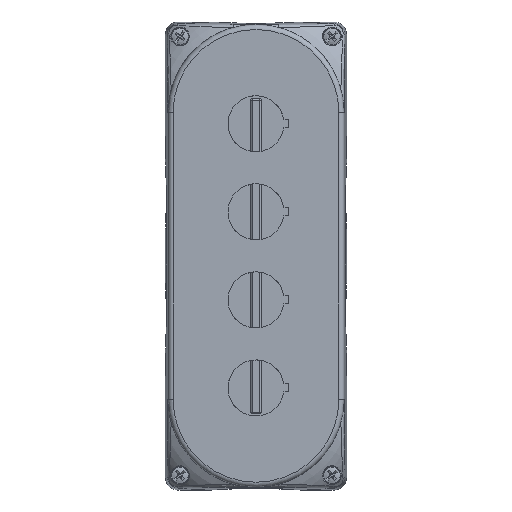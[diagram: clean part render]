
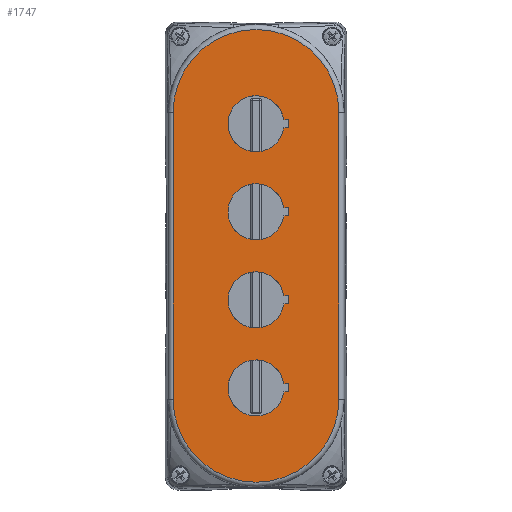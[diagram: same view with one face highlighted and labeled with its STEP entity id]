
A CAD part, top view. The second image highlights one B-rep face of the part: STEP entity #1747.
In plain terms, the highlighted planar face has unit normal (0, 0, 1).
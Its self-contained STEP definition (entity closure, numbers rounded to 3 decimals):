
#151=FACE_BOUND('',#3317,.T.);
#152=FACE_BOUND('',#3318,.T.);
#153=FACE_BOUND('',#3319,.T.);
#154=FACE_BOUND('',#3320,.T.);
#155=FACE_BOUND('',#3321,.T.);
#1228=PLANE('',#21446);
#1747=ADVANCED_FACE('',(#151,#152,#153,#154,#155),#1228,.T.);
#3317=EDGE_LOOP('',(#9757,#9758,#9759,#9760));
#3318=EDGE_LOOP('',(#9761,#9762,#9763,#9764));
#3319=EDGE_LOOP('',(#9765,#9766,#9767,#9768));
#3320=EDGE_LOOP('',(#9769,#9770,#9771,#9772));
#3321=EDGE_LOOP('',(#9773,#9774,#9775,#9776));
#4145=CIRCLE('',#21344,11.15);
#4155=CIRCLE('',#21355,11.15);
#4157=CIRCLE('',#21358,11.15);
#4163=CIRCLE('',#21365,11.15);
#4186=CIRCLE('',#21430,32.951);
#4188=CIRCLE('',#21434,32.951);
#5038=LINE('',#30301,#7229);
#5039=LINE('',#30310,#7230);
#5040=LINE('',#30314,#7231);
#5044=LINE('',#30323,#7235);
#5048=LINE('',#30332,#7239);
#5052=LINE('',#30341,#7243);
#5056=LINE('',#30350,#7247);
#5058=LINE('',#30353,#7249);
#5060=LINE('',#30356,#7251);
#5062=LINE('',#30359,#7253);
#5064=LINE('',#30362,#7255);
#5066=LINE('',#30365,#7257);
#5068=LINE('',#30368,#7259);
#5069=LINE('',#30369,#7260);
#7229=VECTOR('',#23373,1.);
#7230=VECTOR('',#23386,1.);
#7231=VECTOR('',#23393,1.);
#7235=VECTOR('',#23399,1.);
#7239=VECTOR('',#23405,1.);
#7243=VECTOR('',#23411,1.);
#7247=VECTOR('',#23417,1.);
#7249=VECTOR('',#23421,1.);
#7251=VECTOR('',#23425,1.);
#7253=VECTOR('',#23429,1.);
#7255=VECTOR('',#23433,1.);
#7257=VECTOR('',#23437,1.);
#7259=VECTOR('',#23441,1.);
#7260=VECTOR('',#23442,1.);
#9757=ORIENTED_EDGE('',*,*,#17608,.F.);
#9758=ORIENTED_EDGE('',*,*,#17607,.F.);
#9759=ORIENTED_EDGE('',*,*,#17605,.F.);
#9760=ORIENTED_EDGE('',*,*,#17602,.F.);
#9761=ORIENTED_EDGE('',*,*,#17617,.T.);
#9762=ORIENTED_EDGE('',*,*,#17625,.T.);
#9763=ORIENTED_EDGE('',*,*,#17481,.T.);
#9764=ORIENTED_EDGE('',*,*,#17627,.T.);
#9765=ORIENTED_EDGE('',*,*,#17613,.T.);
#9766=ORIENTED_EDGE('',*,*,#17633,.T.);
#9767=ORIENTED_EDGE('',*,*,#17445,.T.);
#9768=ORIENTED_EDGE('',*,*,#17635,.T.);
#9769=ORIENTED_EDGE('',*,*,#17609,.T.);
#9770=ORIENTED_EDGE('',*,*,#17629,.T.);
#9771=ORIENTED_EDGE('',*,*,#17469,.T.);
#9772=ORIENTED_EDGE('',*,*,#17631,.T.);
#9773=ORIENTED_EDGE('',*,*,#17637,.T.);
#9774=ORIENTED_EDGE('',*,*,#17466,.T.);
#9775=ORIENTED_EDGE('',*,*,#17638,.T.);
#9776=ORIENTED_EDGE('',*,*,#17621,.T.);
#14482=VERTEX_POINT('',#29110);
#14483=VERTEX_POINT('',#29112);
#14492=VERTEX_POINT('',#29132);
#14503=VERTEX_POINT('',#29153);
#14506=VERTEX_POINT('',#29160);
#14507=VERTEX_POINT('',#29162);
#14518=VERTEX_POINT('',#29185);
#14519=VERTEX_POINT('',#29187);
#14611=VERTEX_POINT('',#30298);
#14612=VERTEX_POINT('',#30300);
#14613=VERTEX_POINT('',#30304);
#14614=VERTEX_POINT('',#30309);
#14615=VERTEX_POINT('',#30315);
#14616=VERTEX_POINT('',#30316);
#14619=VERTEX_POINT('',#30324);
#14620=VERTEX_POINT('',#30325);
#14623=VERTEX_POINT('',#30333);
#14624=VERTEX_POINT('',#30334);
#14627=VERTEX_POINT('',#30342);
#14628=VERTEX_POINT('',#30343);
#17445=EDGE_CURVE('',#14483,#14482,#4145,.T.);
#17466=EDGE_CURVE('',#14492,#14503,#4155,.T.);
#17469=EDGE_CURVE('',#14507,#14506,#4157,.T.);
#17481=EDGE_CURVE('',#14519,#14518,#4163,.T.);
#17602=EDGE_CURVE('',#14612,#14611,#5038,.T.);
#17605=EDGE_CURVE('',#14611,#14613,#4186,.T.);
#17607=EDGE_CURVE('',#14613,#14614,#5039,.T.);
#17608=EDGE_CURVE('',#14614,#14612,#4188,.T.);
#17609=EDGE_CURVE('',#14615,#14616,#5040,.T.);
#17613=EDGE_CURVE('',#14619,#14620,#5044,.T.);
#17617=EDGE_CURVE('',#14623,#14624,#5048,.T.);
#17621=EDGE_CURVE('',#14627,#14628,#5052,.T.);
#17625=EDGE_CURVE('',#14624,#14519,#5056,.T.);
#17627=EDGE_CURVE('',#14518,#14623,#5058,.T.);
#17629=EDGE_CURVE('',#14616,#14507,#5060,.T.);
#17631=EDGE_CURVE('',#14506,#14615,#5062,.T.);
#17633=EDGE_CURVE('',#14620,#14483,#5064,.T.);
#17635=EDGE_CURVE('',#14482,#14619,#5066,.T.);
#17637=EDGE_CURVE('',#14628,#14492,#5068,.T.);
#17638=EDGE_CURVE('',#14503,#14627,#5069,.T.);
#21344=AXIS2_PLACEMENT_3D('',#29111,#23160,#23161);
#21355=AXIS2_PLACEMENT_3D('',#29154,#23193,#23194);
#21358=AXIS2_PLACEMENT_3D('',#29161,#23200,#23201);
#21365=AXIS2_PLACEMENT_3D('',#29186,#23220,#23221);
#21430=AXIS2_PLACEMENT_3D('',#30306,#23380,#23381);
#21434=AXIS2_PLACEMENT_3D('',#30312,#23389,#23390);
#21446=AXIS2_PLACEMENT_3D('',#30370,#23443,#23444);
#23160=DIRECTION('',(0.,0.,-1.));
#23161=DIRECTION('',(1.,0.,0.));
#23193=DIRECTION('',(0.,0.,-1.));
#23194=DIRECTION('',(1.,0.,0.));
#23200=DIRECTION('',(0.,0.,-1.));
#23201=DIRECTION('',(1.,0.,0.));
#23220=DIRECTION('',(0.,0.,-1.));
#23221=DIRECTION('',(1.,0.,0.));
#23373=DIRECTION('',(0.,1.,0.));
#23380=DIRECTION('',(0.,0.,-1.));
#23381=DIRECTION('',(0.,1.,0.));
#23386=DIRECTION('',(0.,-1.,0.));
#23389=DIRECTION('',(0.,0.,-1.));
#23390=DIRECTION('',(0.,-1.,0.));
#23393=DIRECTION('',(0.,-1.,0.));
#23399=DIRECTION('',(0.,-1.,0.));
#23405=DIRECTION('',(0.,-1.,0.));
#23411=DIRECTION('',(0.,-1.,0.));
#23417=DIRECTION('',(-1.,0.,0.));
#23421=DIRECTION('',(1.,0.,0.));
#23425=DIRECTION('',(-1.,0.,0.));
#23429=DIRECTION('',(1.,0.,0.));
#23433=DIRECTION('',(-1.,0.,0.));
#23437=DIRECTION('',(1.,0.,0.));
#23441=DIRECTION('',(-1.,0.,0.));
#23442=DIRECTION('',(1.,0.,0.));
#23443=DIRECTION('',(0.,0.,1.));
#23444=DIRECTION('',(-1.,0.,0.));
#29110=CARTESIAN_POINT('',(-61.439,26.425,70.232));
#29111=CARTESIAN_POINT('',(-72.473,24.825,70.232));
#29112=CARTESIAN_POINT('',(-61.439,23.225,70.232));
#29132=CARTESIAN_POINT('',(-61.439,-46.775,70.232));
#29153=CARTESIAN_POINT('',(-61.439,-43.575,70.232));
#29154=CARTESIAN_POINT('',(-72.473,-45.175,70.232));
#29160=CARTESIAN_POINT('',(-61.439,-8.575,70.232));
#29161=CARTESIAN_POINT('',(-72.473,-10.175,70.232));
#29162=CARTESIAN_POINT('',(-61.439,-11.775,70.232));
#29185=CARTESIAN_POINT('',(-61.439,61.425,70.232));
#29186=CARTESIAN_POINT('',(-72.473,59.825,70.232));
#29187=CARTESIAN_POINT('',(-61.439,58.225,70.232));
#30298=CARTESIAN_POINT('',(-105.424,64.325,70.232));
#30300=CARTESIAN_POINT('',(-105.424,-49.675,70.232));
#30301=CARTESIAN_POINT('',(-105.424,-39.175,70.232));
#30304=CARTESIAN_POINT('',(-39.522,64.325,70.232));
#30306=CARTESIAN_POINT('',(-72.473,64.325,70.232));
#30309=CARTESIAN_POINT('',(-39.522,-49.675,70.232));
#30310=CARTESIAN_POINT('',(-39.522,53.825,70.232));
#30312=CARTESIAN_POINT('',(-72.473,-49.675,70.232));
#30314=CARTESIAN_POINT('',(-59.473,-0.625,70.232));
#30315=CARTESIAN_POINT('',(-59.473,-8.575,70.232));
#30316=CARTESIAN_POINT('',(-59.473,-11.775,70.232));
#30323=CARTESIAN_POINT('',(-59.473,16.875,70.232));
#30324=CARTESIAN_POINT('',(-59.473,26.425,70.232));
#30325=CARTESIAN_POINT('',(-59.473,23.225,70.232));
#30332=CARTESIAN_POINT('',(-59.473,34.375,70.232));
#30333=CARTESIAN_POINT('',(-59.473,61.425,70.232));
#30334=CARTESIAN_POINT('',(-59.473,58.225,70.232));
#30341=CARTESIAN_POINT('',(-59.473,-18.125,70.232));
#30342=CARTESIAN_POINT('',(-59.473,-43.575,70.232));
#30343=CARTESIAN_POINT('',(-59.473,-46.775,70.232));
#30350=CARTESIAN_POINT('',(-65.973,58.225,70.232));
#30353=CARTESIAN_POINT('',(-66.956,61.425,70.232));
#30356=CARTESIAN_POINT('',(-65.973,-11.775,70.232));
#30359=CARTESIAN_POINT('',(-66.956,-8.575,70.232));
#30362=CARTESIAN_POINT('',(-65.973,23.225,70.232));
#30365=CARTESIAN_POINT('',(-66.956,26.425,70.232));
#30368=CARTESIAN_POINT('',(-65.973,-46.775,70.232));
#30369=CARTESIAN_POINT('',(-66.956,-43.575,70.232));
#30370=CARTESIAN_POINT('',(-72.473,7.325,70.232));
